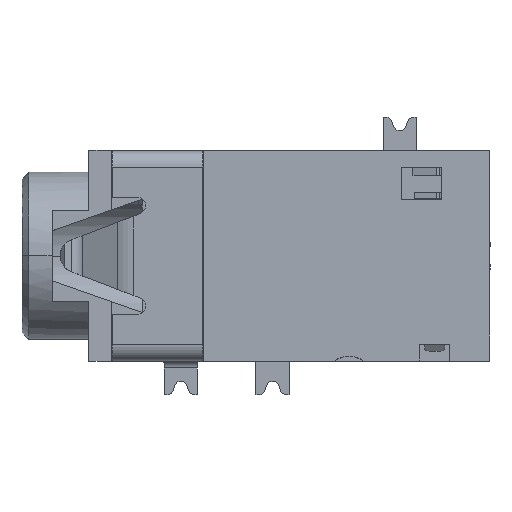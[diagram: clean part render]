
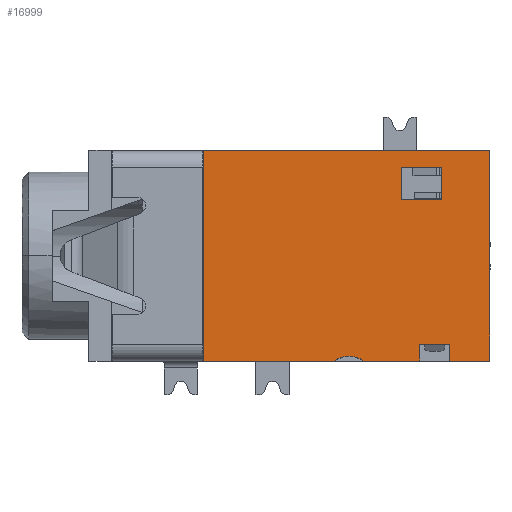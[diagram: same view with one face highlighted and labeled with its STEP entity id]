
A CAD part, top view. The second image highlights one B-rep face of the part: STEP entity #16999.
In plain terms, the highlighted planar face has unit normal (0, 0, 1).
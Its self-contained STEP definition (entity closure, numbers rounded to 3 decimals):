
#15581 = EDGE_CURVE('',#15582,#15584,#15586,.T.);
#15582 = VERTEX_POINT('',#15583);
#15583 = CARTESIAN_POINT('',(10.8,-5.8,0.));
#15584 = VERTEX_POINT('',#15585);
#15585 = CARTESIAN_POINT('',(9.9,-5.8,0.));
#15586 = LINE('',#15587,#15588);
#15587 = CARTESIAN_POINT('',(0.,-5.8,0.
    ));
#15588 = VECTOR('',#15589,1.);
#15589 = DIRECTION('',(-1.,-0.,-0.));
#16484 = VERTEX_POINT('',#16485);
#16485 = CARTESIAN_POINT('',(10.8,-6.3,0.));
#16493 = EDGE_CURVE('',#15582,#16484,#16494,.T.);
#16494 = LINE('',#16495,#16496);
#16495 = CARTESIAN_POINT('',(10.8,-6.3,0.));
#16496 = VECTOR('',#16497,1.);
#16497 = DIRECTION('',(-0.,-1.,-0.));
#16539 = VERTEX_POINT('',#16540);
#16540 = CARTESIAN_POINT('',(9.9,-6.3,0.));
#16548 = EDGE_CURVE('',#16539,#15584,#16549,.T.);
#16549 = LINE('',#16550,#16551);
#16550 = CARTESIAN_POINT('',(9.9,-6.3,0.));
#16551 = VECTOR('',#16552,1.);
#16552 = DIRECTION('',(0.,1.,0.));
#16563 = VERTEX_POINT('',#16564);
#16564 = CARTESIAN_POINT('',(7.348,-6.3,0.));
#16570 = EDGE_CURVE('',#16563,#16571,#16573,.T.);
#16571 = VERTEX_POINT('',#16572);
#16572 = CARTESIAN_POINT('',(8.214,-6.3,0.));
#16573 = CIRCLE('',#16574,0.7);
#16574 = AXIS2_PLACEMENT_3D('',#16575,#16576,#16577);
#16575 = CARTESIAN_POINT('',(7.781,-6.85,
    0.));
#16576 = DIRECTION('',(0.,0.,-1.));
#16577 = DIRECTION('',(0.,-1.,0.));
#16769 = VERTEX_POINT('',#16770);
#16770 = CARTESIAN_POINT('',(12.,0.,0.
    ));
#16776 = EDGE_CURVE('',#16777,#16769,#16779,.T.);
#16777 = VERTEX_POINT('',#16778);
#16778 = CARTESIAN_POINT('',(12.,-6.3,0.));
#16779 = LINE('',#16780,#16781);
#16780 = CARTESIAN_POINT('',(12.,-4.506,0.));
#16781 = VECTOR('',#16782,1.);
#16782 = DIRECTION('',(0.,1.,0.));
#16803 = VERTEX_POINT('',#16804);
#16804 = CARTESIAN_POINT('',(3.43,0.,0.
    ));
#16810 = EDGE_CURVE('',#16769,#16803,#16811,.T.);
#16811 = LINE('',#16812,#16813);
#16812 = CARTESIAN_POINT('',(12.,0.,0.
    ));
#16813 = VECTOR('',#16814,1.);
#16814 = DIRECTION('',(-1.,0.,0.));
#16831 = VERTEX_POINT('',#16832);
#16832 = CARTESIAN_POINT('',(3.43,-6.3,0.));
#16838 = EDGE_CURVE('',#16803,#16831,#16839,.T.);
#16839 = LINE('',#16840,#16841);
#16840 = CARTESIAN_POINT('',(3.43,-4.506,0.));
#16841 = VECTOR('',#16842,1.);
#16842 = DIRECTION('',(0.,-1.,0.));
#16857 = EDGE_CURVE('',#16571,#16539,#16858,.T.);
#16858 = LINE('',#16859,#16860);
#16859 = CARTESIAN_POINT('',(12.,-6.3,0.));
#16860 = VECTOR('',#16861,1.);
#16861 = DIRECTION('',(1.,0.,0.));
#16866 = EDGE_CURVE('',#16831,#16563,#16867,.T.);
#16867 = LINE('',#16868,#16869);
#16868 = CARTESIAN_POINT('',(12.,-6.3,0.));
#16869 = VECTOR('',#16870,1.);
#16870 = DIRECTION('',(1.,0.,0.));
#16885 = EDGE_CURVE('',#16484,#16777,#16886,.T.);
#16886 = LINE('',#16887,#16888);
#16887 = CARTESIAN_POINT('',(12.,-6.3,0.));
#16888 = VECTOR('',#16889,1.);
#16889 = DIRECTION('',(1.,0.,0.));
#16903 = VERTEX_POINT('',#16904);
#16904 = CARTESIAN_POINT('',(9.35,-0.5,0.));
#16910 = EDGE_CURVE('',#16911,#16903,#16913,.T.);
#16911 = VERTEX_POINT('',#16912);
#16912 = CARTESIAN_POINT('',(9.35,-1.47,0.));
#16913 = LINE('',#16914,#16915);
#16914 = CARTESIAN_POINT('',(9.35,-4.506,0.));
#16915 = VECTOR('',#16916,1.);
#16916 = DIRECTION('',(0.,1.,0.));
#16938 = VERTEX_POINT('',#16939);
#16939 = CARTESIAN_POINT('',(10.55,-0.5,0.));
#16945 = EDGE_CURVE('',#16903,#16938,#16946,.T.);
#16946 = LINE('',#16947,#16948);
#16947 = CARTESIAN_POINT('',(12.,-0.5,0.));
#16948 = VECTOR('',#16949,1.);
#16949 = DIRECTION('',(1.,0.,0.));
#16963 = VERTEX_POINT('',#16964);
#16964 = CARTESIAN_POINT('',(10.55,-1.47,0.));
#16970 = EDGE_CURVE('',#16938,#16963,#16971,.T.);
#16971 = LINE('',#16972,#16973);
#16972 = CARTESIAN_POINT('',(10.55,-4.506,0.)
  );
#16973 = VECTOR('',#16974,1.);
#16974 = DIRECTION('',(0.,-1.,0.));
#16986 = EDGE_CURVE('',#16963,#16911,#16987,.T.);
#16987 = LINE('',#16988,#16989);
#16988 = CARTESIAN_POINT('',(12.,-1.47,0.));
#16989 = VECTOR('',#16990,1.);
#16990 = DIRECTION('',(-1.,0.,0.));
#16999 = ADVANCED_FACE('',(#17000,#17006),#17018,.T.);
#17000 = FACE_BOUND('',#17001,.T.);
#17001 = EDGE_LOOP('',(#17002,#17003,#17004,#17005));
#17002 = ORIENTED_EDGE('',*,*,#16970,.T.);
#17003 = ORIENTED_EDGE('',*,*,#16986,.T.);
#17004 = ORIENTED_EDGE('',*,*,#16910,.T.);
#17005 = ORIENTED_EDGE('',*,*,#16945,.T.);
#17006 = FACE_BOUND('',#17007,.T.);
#17007 = EDGE_LOOP('',(#17008,#17009,#17010,#17011,#17012,#17013,#17014,
    #17015,#17016,#17017));
#17008 = ORIENTED_EDGE('',*,*,#16866,.T.);
#17009 = ORIENTED_EDGE('',*,*,#16570,.T.);
#17010 = ORIENTED_EDGE('',*,*,#16857,.T.);
#17011 = ORIENTED_EDGE('',*,*,#16548,.T.);
#17012 = ORIENTED_EDGE('',*,*,#15581,.F.);
#17013 = ORIENTED_EDGE('',*,*,#16493,.T.);
#17014 = ORIENTED_EDGE('',*,*,#16885,.T.);
#17015 = ORIENTED_EDGE('',*,*,#16776,.T.);
#17016 = ORIENTED_EDGE('',*,*,#16810,.T.);
#17017 = ORIENTED_EDGE('',*,*,#16838,.T.);
#17018 = PLANE('',#17019);
#17019 = AXIS2_PLACEMENT_3D('',#17020,#17021,#17022);
#17020 = CARTESIAN_POINT('',(12.,-4.506,0.));
#17021 = DIRECTION('',(0.,0.,1.));
#17022 = DIRECTION('',(0.,-1.,0.));
